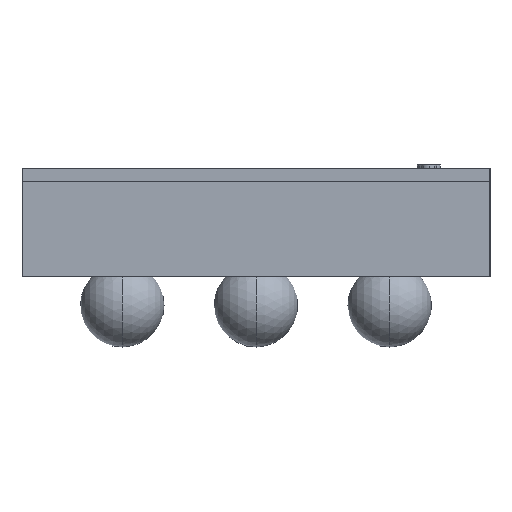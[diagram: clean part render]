
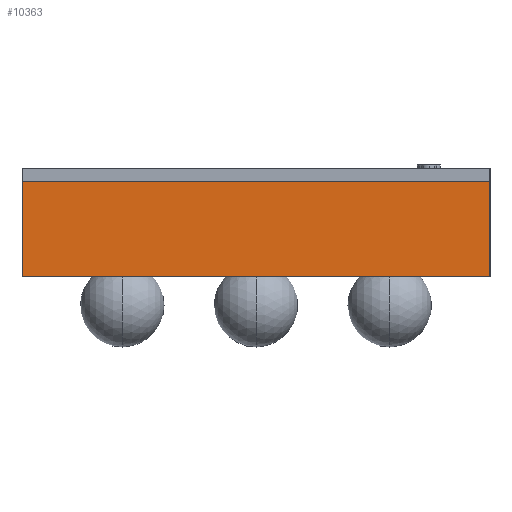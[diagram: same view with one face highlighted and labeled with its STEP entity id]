
A CAD part, left-side view. The second image highlights one B-rep face of the part: STEP entity #10363.
In plain terms, the highlighted planar face has unit normal (-1, 0, 0).
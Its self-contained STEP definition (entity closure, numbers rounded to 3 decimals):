
#164 = CARTESIAN_POINT ( 'NONE',  ( -0.945, 0.7, 0. ) ) ;
#198 = DIRECTION ( 'NONE',  ( 0., 0., -1. ) ) ;
#492 = LINE ( 'NONE', #3810, #6475 ) ;
#1272 = VECTOR ( 'NONE', #9100, 1000. ) ;
#1517 = VERTEX_POINT ( 'NONE', #8942 ) ;
#1951 = CARTESIAN_POINT ( 'NONE',  ( -0.945, 0.7, -0.285 ) ) ;
#3032 = CARTESIAN_POINT ( 'NONE',  ( -0.945, -0.7, 0. ) ) ;
#3399 = LINE ( 'NONE', #8192, #8670 ) ;
#3764 = VERTEX_POINT ( 'NONE', #164 ) ;
#3810 = CARTESIAN_POINT ( 'NONE',  ( -0.945, -0.7, -0.285 ) ) ;
#4693 = AXIS2_PLACEMENT_3D ( 'NONE', #8862, #12497, #198 ) ;
#5252 = PLANE ( 'NONE',  #4693 ) ;
#5746 = EDGE_CURVE ( 'NONE', #8939, #3764, #3399, .T. ) ;
#6162 = DIRECTION ( 'NONE',  ( 0., 1., 0. ) ) ;
#6354 = EDGE_LOOP ( 'NONE', ( #13978, #8480, #14054, #10816 ) ) ;
#6475 = VECTOR ( 'NONE', #6162, 1000. ) ;
#7497 = EDGE_CURVE ( 'NONE', #9342, #3764, #8951, .T. ) ;
#8192 = CARTESIAN_POINT ( 'NONE',  ( -0.945, 0.7, -0.285 ) ) ;
#8480 = ORIENTED_EDGE ( 'NONE', *, *, #5746, .F. ) ;
#8670 = VECTOR ( 'NONE', #13016, 1000. ) ;
#8706 = CARTESIAN_POINT ( 'NONE',  ( -0.945, -0.7, 0. ) ) ;
#8862 = CARTESIAN_POINT ( 'NONE',  ( -0.945, -0.7, -0.285 ) ) ;
#8939 = VERTEX_POINT ( 'NONE', #1951 ) ;
#8942 = CARTESIAN_POINT ( 'NONE',  ( -0.945, -0.7, -0.285 ) ) ;
#8951 = LINE ( 'NONE', #3032, #1272 ) ;
#9100 = DIRECTION ( 'NONE',  ( 0., 1., 0. ) ) ;
#9129 = DIRECTION ( 'NONE',  ( 0., 0., 1. ) ) ;
#9342 = VERTEX_POINT ( 'NONE', #8706 ) ;
#9810 = FACE_OUTER_BOUND ( 'NONE', #6354, .T. ) ;
#10363 = ADVANCED_FACE ( 'NONE', ( #9810 ), #5252, .F. ) ;
#10816 = ORIENTED_EDGE ( 'NONE', *, *, #14650, .T. ) ;
#10880 = VECTOR ( 'NONE', #9129, 1000. ) ;
#11239 = EDGE_CURVE ( 'NONE', #1517, #8939, #492, .T. ) ;
#12497 = DIRECTION ( 'NONE',  ( 1., 0., 0. ) ) ;
#12914 = CARTESIAN_POINT ( 'NONE',  ( -0.945, -0.7, -0.285 ) ) ;
#13016 = DIRECTION ( 'NONE',  ( 0., 0., 1. ) ) ;
#13978 = ORIENTED_EDGE ( 'NONE', *, *, #7497, .T. ) ;
#14054 = ORIENTED_EDGE ( 'NONE', *, *, #11239, .F. ) ;
#14098 = LINE ( 'NONE', #12914, #10880 ) ;
#14650 = EDGE_CURVE ( 'NONE', #1517, #9342, #14098, .T. ) ;
